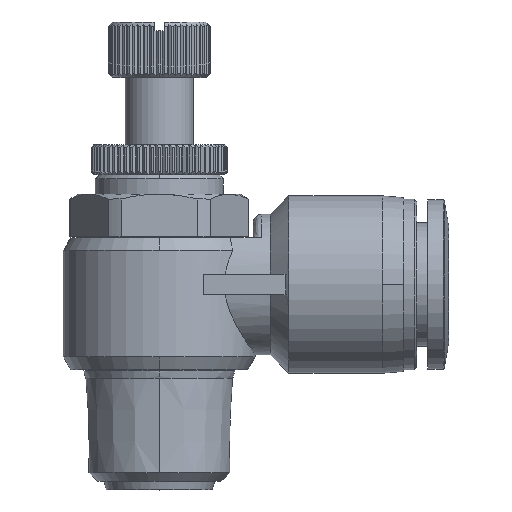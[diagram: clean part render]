
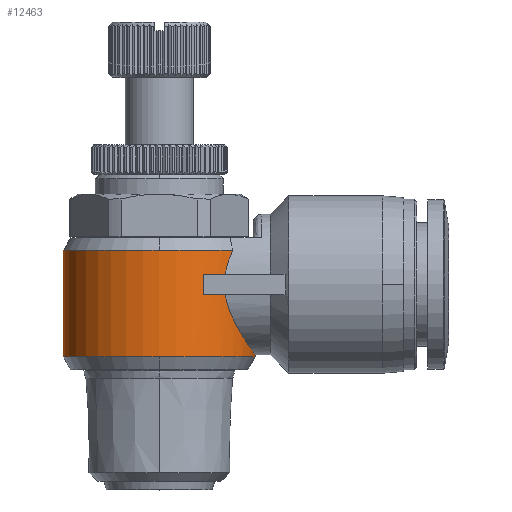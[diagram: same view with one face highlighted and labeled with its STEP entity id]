
A CAD part, top view. The second image highlights one B-rep face of the part: STEP entity #12463.
In plain terms, the highlighted cylindrical face has radius 11.25 mm (diameter 22.5 mm), a partial arc.
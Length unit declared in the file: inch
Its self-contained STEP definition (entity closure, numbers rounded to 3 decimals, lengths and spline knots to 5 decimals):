
#582 = CARTESIAN_POINT ( 'NONE',  ( 0.43613, 0.63332, 0.07974 ) ) ;
#663 = CARTESIAN_POINT ( 'NONE',  ( 0.32495, 0.82545, 0.30109 ) ) ;
#1224 = CARTESIAN_POINT ( 'NONE',  ( 0., 1.1063, 0. ) ) ;
#1320 = LINE ( 'NONE', #25605, #11793 ) ;
#1618 = ORIENTED_EDGE ( 'NONE', *, *, #11821, .F. ) ;
#2214 = CARTESIAN_POINT ( 'NONE',  ( 0., 1.1063, 0.44291 ) ) ;
#2273 = CYLINDRICAL_SURFACE ( 'NONE', #13141, 0.44291 ) ;
#2376 = DIRECTION ( 'NONE',  ( 0., -1., 0. ) ) ;
#2445 = EDGE_CURVE ( 'NONE', #13392, #25445, #15666, .T. ) ;
#2455 = CARTESIAN_POINT ( 'NONE',  ( 0.30481, 0.99606, 0.32135 ) ) ;
#2678 = CARTESIAN_POINT ( 'NONE',  ( 0.30481, 0.99606, 0.32135 ) ) ;
#2732 = DIRECTION ( 'NONE',  ( 0., -1., 0. ) ) ;
#2739 = CARTESIAN_POINT ( 'NONE',  ( 0.42203, 0.65308, 0.13572 ) ) ;
#2831 = CARTESIAN_POINT ( 'NONE',  ( 0.31314, 0.86239, 0.31325 ) ) ;
#2963 = CARTESIAN_POINT ( 'NONE',  ( 0.20291, 0.86024, 0.3937 ) ) ;
#3358 = DIRECTION ( 'NONE',  ( -1., 0., 0. ) ) ;
#3614 = CARTESIAN_POINT ( 'NONE',  ( -0.44291, 1.1063, 0. ) ) ;
#3782 = ORIENTED_EDGE ( 'NONE', *, *, #7633, .F. ) ;
#4097 = CARTESIAN_POINT ( 'NONE',  ( 0., 0.61417, 0. ) ) ;
#4250 = LINE ( 'NONE', #9919, #9776 ) ;
#4552 = DIRECTION ( 'NONE',  ( 0., 1., 0. ) ) ;
#4785 = CARTESIAN_POINT ( 'NONE',  ( 0.32489, 1.07202, 0.30116 ) ) ;
#4830 = CARTESIAN_POINT ( 'NONE',  ( 0.40259, 0.68151, 0.18549 ) ) ;
#4904 = CARTESIAN_POINT ( 'NONE',  ( 0.30636, 0.89155, 0.31987 ) ) ;
#5160 = CARTESIAN_POINT ( 'NONE',  ( 0.20291, 0.90157, 0.3937 ) ) ;
#5285 = ORIENTED_EDGE ( 'NONE', *, *, #20244, .T. ) ;
#5517 = VERTEX_POINT ( 'NONE', #3614 ) ;
#5901 = DIRECTION ( 'NONE',  ( 0., 1., 0. ) ) ;
#6174 = DIRECTION ( 'NONE',  ( -1., 0., 0. ) ) ;
#6437 = CIRCLE ( 'NONE', #17635, 0.44291 ) ;
#6525 = CARTESIAN_POINT ( 'NONE',  ( 0., 0.99606, 0. ) ) ;
#6631 = EDGE_CURVE ( 'NONE', #12427, #13392, #4250, .T. ) ;
#6779 = CARTESIAN_POINT ( 'NONE',  ( 0.30793, 1.01623, 0.31838 ) ) ;
#6863 = CARTESIAN_POINT ( 'NONE',  ( 0.33982, 1.1063, 0.28407 ) ) ;
#6918 = CARTESIAN_POINT ( 'NONE',  ( 0.37954, 0.71759, 0.22886 ) ) ;
#7093 = EDGE_CURVE ( 'NONE', #22835, #16653, #20652, .T. ) ;
#7149 = EDGE_CURVE ( 'NONE', #19923, #13710, #18915, .T. ) ;
#7563 = AXIS2_PLACEMENT_3D ( 'NONE', #6525, #21132, #8619 ) ;
#7633 = EDGE_CURVE ( 'NONE', #22196, #19294, #25843, .T. ) ;
#8008 = CARTESIAN_POINT ( 'NONE',  ( 0., 0.86024, 0. ) ) ;
#8246 = AXIS2_PLACEMENT_3D ( 'NONE', #4097, #18728, #6174 ) ;
#8387 = EDGE_CURVE ( 'NONE', #12427, #22196, #17244, .T. ) ;
#8619 = DIRECTION ( 'NONE',  ( -1., 0., 0. ) ) ;
#8995 = CARTESIAN_POINT ( 'NONE',  ( 0.35927, 0.75277, 0.25913 ) ) ;
#9575 = CARTESIAN_POINT ( 'NONE',  ( 0.30481, 0.90157, 0.32135 ) ) ;
#9597 = ORIENTED_EDGE ( 'NONE', *, *, #7093, .T. ) ;
#9776 = VECTOR ( 'NONE', #26638, 39.37008 ) ;
#9919 = CARTESIAN_POINT ( 'NONE',  ( 0.44291, 0.86024, 0. ) ) ;
#10195 = DIRECTION ( 'NONE',  ( -1., 0., 0. ) ) ;
#10449 = ORIENTED_EDGE ( 'NONE', *, *, #7149, .T. ) ;
#10517 = CARTESIAN_POINT ( 'NONE',  ( 0., 1.1063, 0. ) ) ;
#10914 = ORIENTED_EDGE ( 'NONE', *, *, #21140, .T. ) ;
#11068 = VERTEX_POINT ( 'NONE', #2214 ) ;
#11114 = CARTESIAN_POINT ( 'NONE',  ( 0.34722, 0.77582, 0.27506 ) ) ;
#11793 = VECTOR ( 'NONE', #4552, 39.37008 ) ;
#11821 = EDGE_CURVE ( 'NONE', #19294, #5517, #1320, .T. ) ;
#12427 = VERTEX_POINT ( 'NONE', #18443 ) ;
#12463 = ADVANCED_FACE ( 'NONE', ( #23502 ), #2273, .T. ) ;
#12638 = DIRECTION ( 'NONE',  ( -1., 0., 0. ) ) ;
#13141 = AXIS2_PLACEMENT_3D ( 'NONE', #8008, #5901, #10195 ) ;
#13146 = CARTESIAN_POINT ( 'NONE',  ( 0.44291, 0.62402, 0. ) ) ;
#13236 = CARTESIAN_POINT ( 'NONE',  ( 0.332, 0.80826, 0.29341 ) ) ;
#13340 = VECTOR ( 'NONE', #15458, 39.37008 ) ;
#13392 = VERTEX_POINT ( 'NONE', #26319 ) ;
#13710 = VERTEX_POINT ( 'NONE', #16855 ) ;
#13823 = EDGE_LOOP ( 'NONE', ( #20192, #24659, #14854, #10914, #10449, #24489, #9597, #18658, #5285, #1618, #3782 ) ) ;
#14470 = CIRCLE ( 'NONE', #18985, 0.44291 ) ;
#14854 = ORIENTED_EDGE ( 'NONE', *, *, #2445, .T. ) ;
#14882 = CARTESIAN_POINT ( 'NONE',  ( 0., 0.61417, 0. ) ) ;
#15243 = CARTESIAN_POINT ( 'NONE',  ( 0., 0.90157, 0. ) ) ;
#15245 = CARTESIAN_POINT ( 'NONE',  ( 0.43207, 0.63892, 0.09921 ) ) ;
#15333 = CARTESIAN_POINT ( 'NONE',  ( 0.31591, 0.85291, 0.31047 ) ) ;
#15458 = DIRECTION ( 'NONE',  ( 0., 1., 0. ) ) ;
#15517 = CIRCLE ( 'NONE', #7563, 0.44291 ) ;
#15666 = B_SPLINE_CURVE_WITH_KNOTS ( 'NONE', 3,
 ( #13146, #21440, #17267, #582, #15245, #2739, #17357, #4830, #19440, #6918, #21520, #8995, #23628, #11114, #25720, #13236, #663, #15333, #2831, #17449, #4904, #19531 ),
 .UNSPECIFIED., .F., .F.,
 ( 4, 2, 2, 2, 2, 2, 2, 2, 2, 2, 4 ),
 ( -0.0024, -0.00086, 0.00067, 0.00221, 0.00374, 0.00527, 0.00604, 0.00681, 0.00834, 0.00911, 0.00987 ),
 .UNSPECIFIED. ) ;
#15879 = DIRECTION ( 'NONE',  ( 0., -1., 0. ) ) ;
#16653 = VERTEX_POINT ( 'NONE', #22991 ) ;
#16855 = CARTESIAN_POINT ( 'NONE',  ( 0.20291, 0.99606, 0.3937 ) ) ;
#16986 = DIRECTION ( 'NONE',  ( -1., 0., 0. ) ) ;
#17244 = CIRCLE ( 'NONE', #8246, 0.44291 ) ;
#17267 = CARTESIAN_POINT ( 'NONE',  ( 0.44151, 0.62593, 0.04046 ) ) ;
#17354 = DIRECTION ( 'NONE',  ( -1., 0., 0. ) ) ;
#17357 = CARTESIAN_POINT ( 'NONE',  ( 0.41605, 0.66163, 0.15293 ) ) ;
#17449 = CARTESIAN_POINT ( 'NONE',  ( 0.30837, 0.88172, 0.31795 ) ) ;
#17635 = AXIS2_PLACEMENT_3D ( 'NONE', #15243, #2732, #17354 ) ;
#18443 = CARTESIAN_POINT ( 'NONE',  ( 0.44291, 0.61417, 0. ) ) ;
#18658 = ORIENTED_EDGE ( 'NONE', *, *, #24414, .T. ) ;
#18728 = DIRECTION ( 'NONE',  ( 0., -1., 0. ) ) ;
#18915 = LINE ( 'NONE', #2963, #13340 ) ;
#18985 = AXIS2_PLACEMENT_3D ( 'NONE', #10517, #25107, #12638 ) ;
#19291 = AXIS2_PLACEMENT_3D ( 'NONE', #1224, #15879, #3358 ) ;
#19294 = VERTEX_POINT ( 'NONE', #19623 ) ;
#19388 = CARTESIAN_POINT ( 'NONE',  ( 0.3321, 1.08965, 0.2933 ) ) ;
#19440 = CARTESIAN_POINT ( 'NONE',  ( 0.39507, 0.69289, 0.20086 ) ) ;
#19531 = CARTESIAN_POINT ( 'NONE',  ( 0.30481, 0.90157, 0.32135 ) ) ;
#19623 = CARTESIAN_POINT ( 'NONE',  ( -0.44291, 0.61417, 0. ) ) ;
#19696 = EDGE_CURVE ( 'NONE', #13710, #22835, #15517, .T. ) ;
#19923 = VERTEX_POINT ( 'NONE', #5160 ) ;
#20192 = ORIENTED_EDGE ( 'NONE', *, *, #8387, .F. ) ;
#20244 = EDGE_CURVE ( 'NONE', #11068, #5517, #14470, .T. ) ;
#20652 = B_SPLINE_CURVE_WITH_KNOTS ( 'NONE', 3,
 ( #2678, #6779, #23486, #4785, #19388, #6863 ),
 .UNSPECIFIED., .F., .F.,
 ( 4, 2, 4 ),
 ( 0., 0.00154, 0.00309 ),
 .UNSPECIFIED. ) ;
#21132 = DIRECTION ( 'NONE',  ( 0., 1., 0. ) ) ;
#21140 = EDGE_CURVE ( 'NONE', #25445, #19923, #6437, .T. ) ;
#21440 = CARTESIAN_POINT ( 'NONE',  ( 0.44291, 0.62402, 0.02043 ) ) ;
#21520 = CARTESIAN_POINT ( 'NONE',  ( 0.37146, 0.73099, 0.24165 ) ) ;
#22140 = AXIS2_PLACEMENT_3D ( 'NONE', #14882, #2376, #16986 ) ;
#22196 = VERTEX_POINT ( 'NONE', #27114 ) ;
#22740 = CIRCLE ( 'NONE', #19291, 0.44291 ) ;
#22835 = VERTEX_POINT ( 'NONE', #2455 ) ;
#22991 = CARTESIAN_POINT ( 'NONE',  ( 0.33982, 1.1063, 0.28407 ) ) ;
#23486 = CARTESIAN_POINT ( 'NONE',  ( 0.31283, 1.03535, 0.31366 ) ) ;
#23502 = FACE_OUTER_BOUND ( 'NONE', #13823, .T. ) ;
#23628 = CARTESIAN_POINT ( 'NONE',  ( 0.35519, 0.76034, 0.26468 ) ) ;
#24414 = EDGE_CURVE ( 'NONE', #16653, #11068, #22740, .T. ) ;
#24489 = ORIENTED_EDGE ( 'NONE', *, *, #19696, .T. ) ;
#24659 = ORIENTED_EDGE ( 'NONE', *, *, #6631, .T. ) ;
#25107 = DIRECTION ( 'NONE',  ( 0., -1., 0. ) ) ;
#25445 = VERTEX_POINT ( 'NONE', #9575 ) ;
#25605 = CARTESIAN_POINT ( 'NONE',  ( -0.44291, 0.86024, 0. ) ) ;
#25720 = CARTESIAN_POINT ( 'NONE',  ( 0.34331, 0.78377, 0.2799 ) ) ;
#25843 = CIRCLE ( 'NONE', #22140, 0.44291 ) ;
#26319 = CARTESIAN_POINT ( 'NONE',  ( 0.44291, 0.62402, 0. ) ) ;
#26638 = DIRECTION ( 'NONE',  ( 0., 1., 0. ) ) ;
#27114 = CARTESIAN_POINT ( 'NONE',  ( 0., 0.61417, 0.44291 ) ) ;
